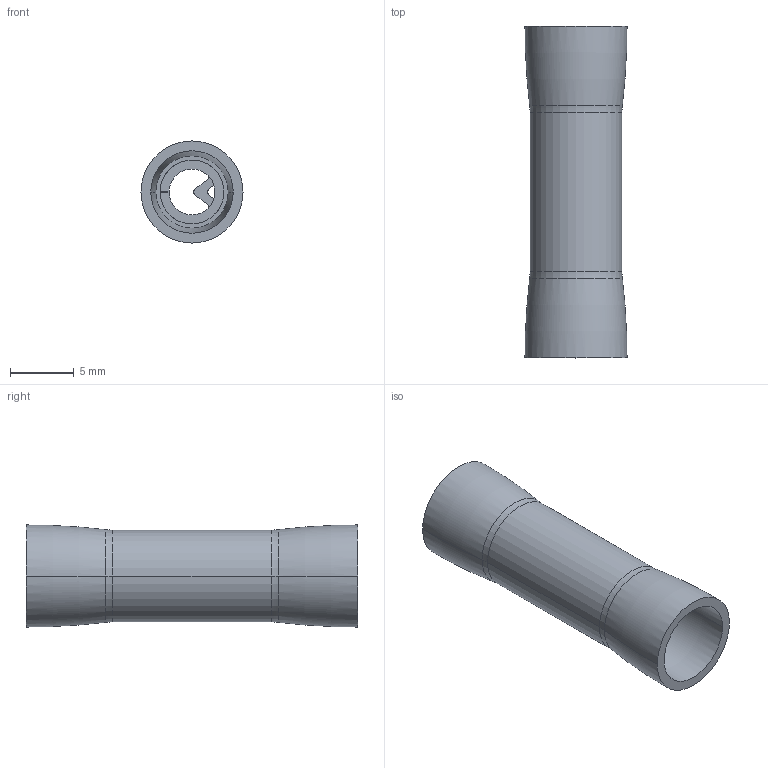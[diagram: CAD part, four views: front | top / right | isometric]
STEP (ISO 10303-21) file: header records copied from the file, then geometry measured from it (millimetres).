
FILE_DESCRIPTION (( 'STEP AP214' ), '1' );
FILE_NAME ('V70SV004003.step', '2017-09-28T13:32:58', ( '' ), ( '' ), 'SwSTEP 2.0', 'SolidWorks 2017', '' );
FILE_SCHEMA (( 'AUTOMOTIVE_DESIGN' ));
Length unit declared in the file: millimetre
Products named in the file (1): V70SV004003
Bounding box: 8 x 26 x 8 mm (x, y, z)
Volume: 645.1 mm3; surface area: 1597.1 mm2
Topology: 2 solids, 2 shells, 45 faces, 107 edges, 66 vertices
Faces by surface type: plane 20, cylinder 13, torus 12
Entity records: 1586 total; most frequent: DIRECTION 257, CARTESIAN_POINT 219, ORIENTED_EDGE 214, EDGE_CURVE 107, AXIS2_PLACEMENT_3D 104, VERTEX_POINT 66, CIRCLE 58, EDGE_LOOP 51
